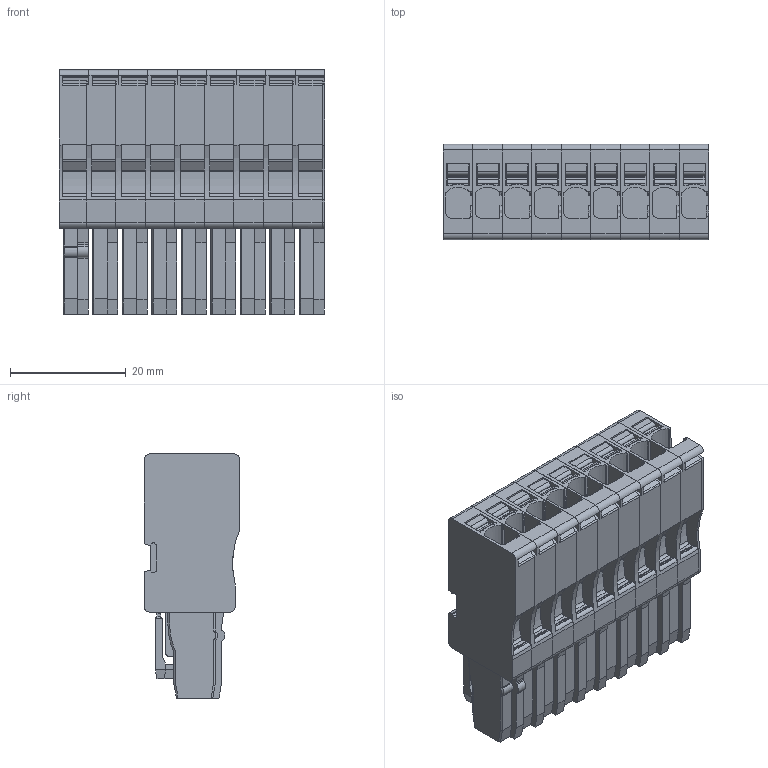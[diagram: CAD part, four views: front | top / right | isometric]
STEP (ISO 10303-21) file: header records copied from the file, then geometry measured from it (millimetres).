
FILE_DESCRIPTION(('CATIA V5 STEP Exchange','CAx-IF Rec.Pracs.--- Model Styling and Organization---1.4--- 2014-01-23'),'2;1');
FILE_NAME ('1177889-8_1', '2020-01-13T07:46:18+00:00', ('none'), ('Weidmueller'), 'CATIA Version 5-6 Release 2016 SP3 HF44', 'CATIA V5 STEP AP214', 'none');
FILE_SCHEMA(('AUTOMOTIVE_DESIGN { 1 0 10303 214 1 1 1 1 }'));
Products named in the file (1): 2712800000
Bounding box: 45.9 x 16.5 x 42.25 mm (x, y, z)
Volume: 21334.9 mm3; surface area: 20020.6 mm2
Topology: 19 solids, 19 shells, 2948 faces, 8315 edges, 5486 vertices
Faces by surface type: plane 1663, cylinder 1100, extrusion 117, cone 40, torus 28
Entity records: 94983 total; most frequent: CARTESIAN_POINT 20473, ORIENTED_EDGE 16630, DIRECTION 13030, EDGE_CURVE 8315, VECTOR 5955, LINE 5838, VERTEX_POINT 5486, AXIS2_PLACEMENT_3D 4547
